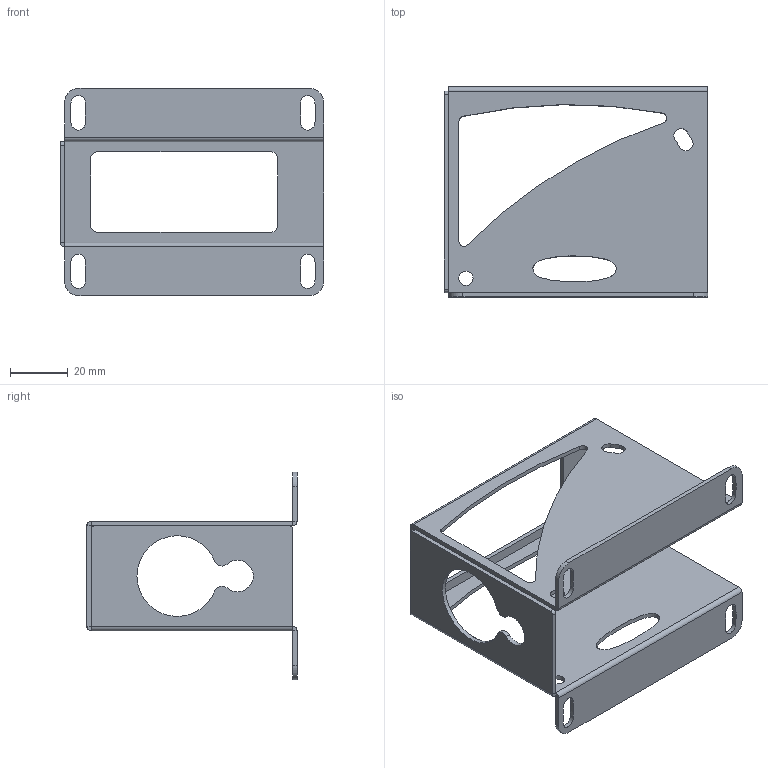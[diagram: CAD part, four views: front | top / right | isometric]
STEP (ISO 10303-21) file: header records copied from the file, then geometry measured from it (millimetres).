
FILE_DESCRIPTION((''),'2;1');
FILE_NAME('141806_SW','2008-08-15T',('banengservice'),('BANNER ENGINEERING'),'PRO/ENGINEER BY PARAMETRIC TECHNOLOGY CORPORATION, 2006170','PRO/ENGINEER BY PARAMETRIC TECHNOLOGY CORPORATION, 2006170','');
FILE_SCHEMA(('CONFIG_CONTROL_DESIGN'));
Length unit declared in the file: inch
Products named in the file (1): 141806_SW
Bounding box: 91.52 x 73.04 x 72.04 mm (x, y, z)
Volume: 22905.9 mm3; surface area: 32796.6 mm2
Topology: 1 solids, 1 shells, 340 faces, 944 edges, 616 vertices
Faces by surface type: plane 283, cylinder 53, bspline 4
Entity records: 11494 total; most frequent: CARTESIAN_POINT 2632, ORIENTED_EDGE 1888, DIRECTION 1714, EDGE_CURVE 944, VECTOR 830, LINE 830, VERTEX_POINT 616, AXIS2_PLACEMENT_3D 442
